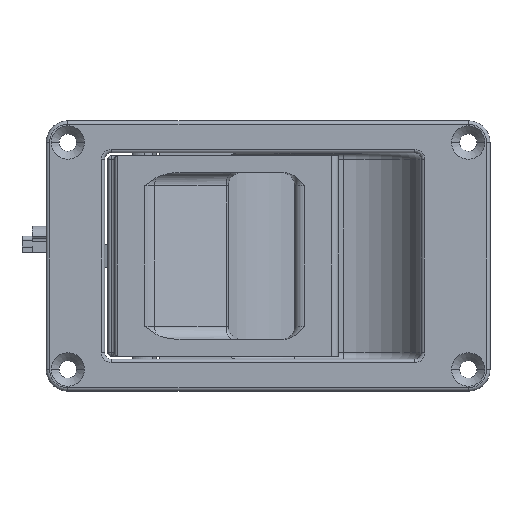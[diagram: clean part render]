
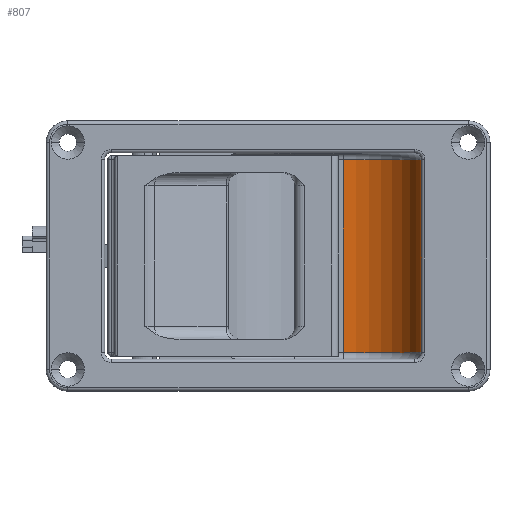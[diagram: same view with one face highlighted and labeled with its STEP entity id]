
A CAD part, top view. The second image highlights one B-rep face of the part: STEP entity #807.
In plain terms, the highlighted cylindrical face has radius 23.5 mm (diameter 47 mm), a partial arc.
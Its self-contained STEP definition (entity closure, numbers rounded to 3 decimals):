
#727 = ORIENTED_EDGE ( 'NONE', *, *, #728, .T. ) ;
#728 = EDGE_CURVE ( 'NONE', #729, #730, #3739, .T. ) ;
#729 = VERTEX_POINT ( 'NONE', #3800 ) ;
#730 = VERTEX_POINT ( 'NONE', #3799 ) ;
#731 = ORIENTED_EDGE ( 'NONE', *, *, #732, .T. ) ;
#732 = EDGE_CURVE ( 'NONE', #730, #733, #3798, .T. ) ;
#733 = VERTEX_POINT ( 'NONE', #3794 ) ;
#787 = ORIENTED_EDGE ( 'NONE', *, *, #788, .T. ) ;
#788 = EDGE_CURVE ( 'NONE', #733, #789, #3929, .T. ) ;
#789 = VERTEX_POINT ( 'NONE', #3924 ) ;
#790 = ORIENTED_EDGE ( 'NONE', *, *, #791, .T. ) ;
#791 = EDGE_CURVE ( 'NONE', #789, #729, #3923, .T. ) ;
#807 = ADVANCED_FACE ( 'NONE', ( #3958 ), #3957, .F. ) ;
#808 = EDGE_LOOP ( 'NONE', ( #727, #731, #787, #790 ) ) ;
#3736 = DIRECTION ( 'NONE',  ( 0., -1., 0. ) ) ;
#3737 = CARTESIAN_POINT ( 'NONE',  ( 59.5, -28.9, 7. ) ) ;
#3738 = AXIS2_PLACEMENT_3D ( 'NONE', #3737, #3736, #3801 ) ;
#3739 = CIRCLE ( 'NONE', #3738, 23.5 ) ;
#3794 = CARTESIAN_POINT ( 'NONE',  ( 82.98, 28.9, 6.041 ) ) ;
#3795 = DIRECTION ( 'NONE',  ( 0., 1., 0. ) ) ;
#3796 = VECTOR ( 'NONE', #3795, 1000. ) ;
#3797 = CARTESIAN_POINT ( 'NONE',  ( 82.98, 32.9, 6.041 ) ) ;
#3798 = LINE ( 'NONE', #3797, #3796 ) ;
#3799 = CARTESIAN_POINT ( 'NONE',  ( 82.98, -28.9, 6.041 ) ) ;
#3800 = CARTESIAN_POINT ( 'NONE',  ( 59.5, -28.9, -16.5 ) ) ;
#3801 = DIRECTION ( 'NONE',  ( 0., 0., 1. ) ) ;
#3920 = DIRECTION ( 'NONE',  ( 0., -1., 0. ) ) ;
#3921 = VECTOR ( 'NONE', #3920, 1000. ) ;
#3922 = CARTESIAN_POINT ( 'NONE',  ( 59.5, 32.9, -16.5 ) ) ;
#3923 = LINE ( 'NONE', #3922, #3921 ) ;
#3924 = CARTESIAN_POINT ( 'NONE',  ( 59.5, 28.9, -16.5 ) ) ;
#3925 = DIRECTION ( 'NONE',  ( 0., 0., 1. ) ) ;
#3926 = DIRECTION ( 'NONE',  ( 0., 1., 0. ) ) ;
#3927 = CARTESIAN_POINT ( 'NONE',  ( 59.5, 28.9, 7. ) ) ;
#3928 = AXIS2_PLACEMENT_3D ( 'NONE', #3927, #3926, #3925 ) ;
#3929 = CIRCLE ( 'NONE', #3928, 23.5 ) ;
#3953 = DIRECTION ( 'NONE',  ( 0., 0., -1. ) ) ;
#3954 = DIRECTION ( 'NONE',  ( 0., -1., 0. ) ) ;
#3955 = CARTESIAN_POINT ( 'NONE',  ( 59.5, 32.9, 7. ) ) ;
#3956 = AXIS2_PLACEMENT_3D ( 'NONE', #3955, #3954, #3953 ) ;
#3957 = CYLINDRICAL_SURFACE ( 'NONE', #3956, 23.5 ) ;
#3958 = FACE_OUTER_BOUND ( 'NONE', #808, .T. ) ;
